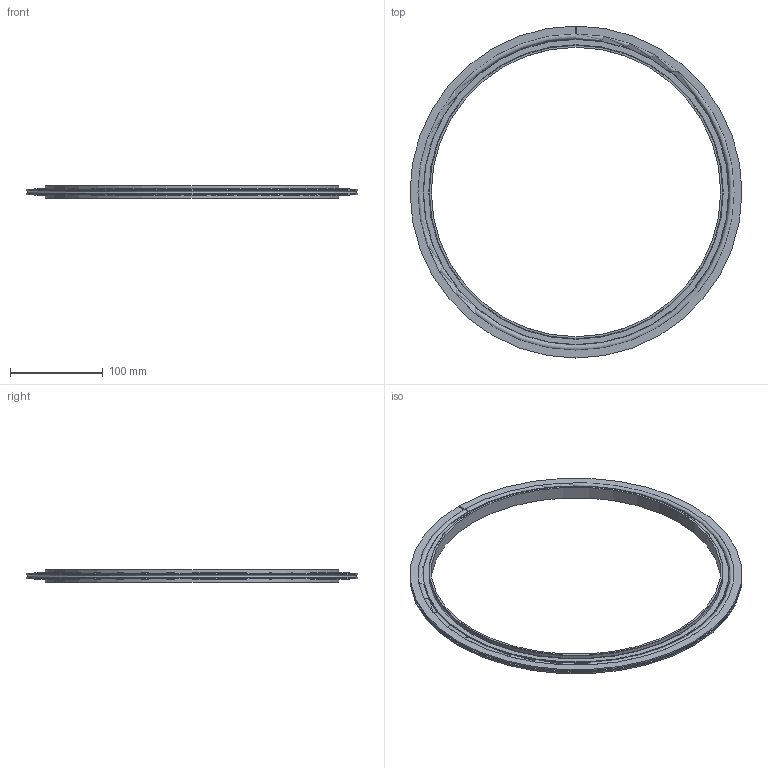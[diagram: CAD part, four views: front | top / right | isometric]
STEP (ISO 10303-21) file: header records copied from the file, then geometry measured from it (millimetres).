
FILE_DESCRIPTION((''),'2;1');
FILE_NAME('100760732.ipt.stp','2013-06-25T15:56:38',(''),(''),'Autodesk Inventor 2013','Autodesk Inventor 2013','');
FILE_SCHEMA(('AUTOMOTIVE_DESIGN { 1 0 10303 214 1 1 1 1 }'));
Length unit declared in the file: inch
Products named in the file (1): 100760732
Bounding box: 357.63 x 357.63 x 13.92 mm (x, y, z)
Volume: 148757.4 mm3; surface area: 90695.3 mm2
Topology: 2 solids, 2 shells, 28 faces, 60 edges, 37 vertices
Faces by surface type: torus 13, plane 10, cylinder 5
Full cylindrical faces by diameter (mm): 311.633 x1, 316.611 x2
Entity records: 784 total; most frequent: CARTESIAN_POINT 185, DIRECTION 122, ORIENTED_EDGE 92, AXIS2_PLACEMENT_3D 55, EDGE_CURVE 46, EDGE_LOOP 44, VERTEX_POINT 36, FACE_OUTER_BOUND 28
